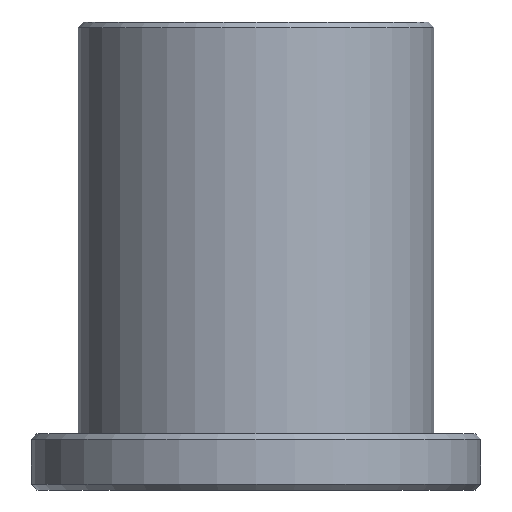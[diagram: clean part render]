
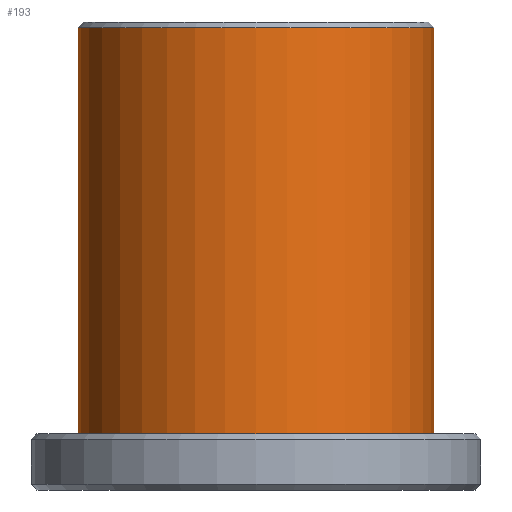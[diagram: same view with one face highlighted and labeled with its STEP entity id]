
A CAD part, front view. The second image highlights one B-rep face of the part: STEP entity #193.
In plain terms, the highlighted cylindrical face has radius 9.5 mm (diameter 19 mm), a partial arc.
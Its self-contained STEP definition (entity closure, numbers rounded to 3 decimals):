
#11 = CARTESIAN_POINT ( 'NONE',  ( 9.5, 0., 3. ) ) ;
#81 = EDGE_CURVE ( 'NONE', #1161, #660, #567, .T. ) ;
#85 = CARTESIAN_POINT ( 'NONE',  ( 9.5, 0., 24.7 ) ) ;
#132 = CARTESIAN_POINT ( 'NONE',  ( -9.5, 0., 3. ) ) ;
#136 = VERTEX_POINT ( 'NONE', #11 ) ;
#162 = EDGE_CURVE ( 'NONE', #1161, #136, #1104, .T. ) ;
#193 = ADVANCED_FACE ( 'NONE', ( #203 ), #1333, .T. ) ;
#203 = FACE_OUTER_BOUND ( 'NONE', #1018, .T. ) ;
#222 = DIRECTION ( 'NONE',  ( -1., 0., 0. ) ) ;
#345 = DIRECTION ( 'NONE',  ( 1., 0., 0. ) ) ;
#349 = VERTEX_POINT ( 'NONE', #132 ) ;
#433 = DIRECTION ( 'NONE',  ( 0., 0., -1. ) ) ;
#439 = CARTESIAN_POINT ( 'NONE',  ( 0., 0., 24.7 ) ) ;
#492 = VECTOR ( 'NONE', #1219, 1000. ) ;
#508 = DIRECTION ( 'NONE',  ( 0., 0., -1. ) ) ;
#529 = ORIENTED_EDGE ( 'NONE', *, *, #700, .F. ) ;
#567 = CIRCLE ( 'NONE', #1237, 9.5 ) ;
#613 = VECTOR ( 'NONE', #1160, 1000. ) ;
#660 = VERTEX_POINT ( 'NONE', #1401 ) ;
#695 = ORIENTED_EDGE ( 'NONE', *, *, #868, .T. ) ;
#700 = EDGE_CURVE ( 'NONE', #136, #349, #1353, .T. ) ;
#765 = CARTESIAN_POINT ( 'NONE',  ( 9.5, 0., 25. ) ) ;
#865 = AXIS2_PLACEMENT_3D ( 'NONE', #1243, #992, #222 ) ;
#868 = EDGE_CURVE ( 'NONE', #660, #349, #917, .T. ) ;
#917 = LINE ( 'NONE', #1375, #613 ) ;
#963 = ORIENTED_EDGE ( 'NONE', *, *, #81, .T. ) ;
#992 = DIRECTION ( 'NONE',  ( 0., 0., -1. ) ) ;
#1018 = EDGE_LOOP ( 'NONE', ( #1442, #963, #695, #529 ) ) ;
#1104 = LINE ( 'NONE', #765, #492 ) ;
#1121 = AXIS2_PLACEMENT_3D ( 'NONE', #1192, #508, #1308 ) ;
#1160 = DIRECTION ( 'NONE',  ( 0., 0., -1. ) ) ;
#1161 = VERTEX_POINT ( 'NONE', #85 ) ;
#1192 = CARTESIAN_POINT ( 'NONE',  ( 0., 0., 3. ) ) ;
#1219 = DIRECTION ( 'NONE',  ( 0., 0., -1. ) ) ;
#1237 = AXIS2_PLACEMENT_3D ( 'NONE', #439, #433, #345 ) ;
#1243 = CARTESIAN_POINT ( 'NONE',  ( 0., 0., 25. ) ) ;
#1308 = DIRECTION ( 'NONE',  ( -1., 0., 0. ) ) ;
#1333 = CYLINDRICAL_SURFACE ( 'NONE', #865, 9.5 ) ;
#1353 = CIRCLE ( 'NONE', #1121, 9.5 ) ;
#1375 = CARTESIAN_POINT ( 'NONE',  ( -9.5, 0., 25. ) ) ;
#1401 = CARTESIAN_POINT ( 'NONE',  ( -9.5, 0., 24.7 ) ) ;
#1442 = ORIENTED_EDGE ( 'NONE', *, *, #162, .F. ) ;
